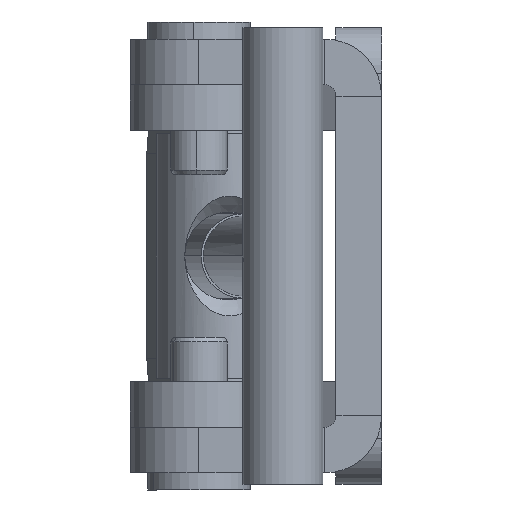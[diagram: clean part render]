
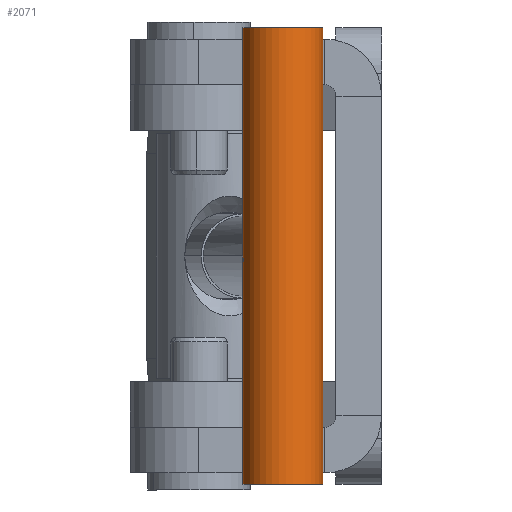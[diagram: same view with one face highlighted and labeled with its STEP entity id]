
A CAD part, left-side view. The second image highlights one B-rep face of the part: STEP entity #2071.
In plain terms, the highlighted cylindrical face has radius 3.5 mm (diameter 7 mm), a partial arc.
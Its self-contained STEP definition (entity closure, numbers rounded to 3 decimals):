
#12 = CARTESIAN_POINT ( 'NONE',  ( 20., 85., 3.5 ) ) ;
#92 = CARTESIAN_POINT ( 'NONE',  ( 20., 85., -3.5 ) ) ;
#145 = VECTOR ( 'NONE', #2442, 1000. ) ;
#317 = VERTEX_POINT ( 'NONE', #335 ) ;
#322 = DIRECTION ( 'NONE',  ( 0., 0., -1. ) ) ;
#334 = EDGE_CURVE ( 'NONE', #734, #3450, #3405, .T. ) ;
#335 = CARTESIAN_POINT ( 'NONE',  ( 0., 85., 3.5 ) ) ;
#517 = CYLINDRICAL_SURFACE ( 'NONE', #3312, 3.5 ) ;
#624 = CARTESIAN_POINT ( 'NONE',  ( -20., 85., 0. ) ) ;
#687 = EDGE_CURVE ( 'NONE', #3441, #1130, #3153, .T. ) ;
#698 = DIRECTION ( 'NONE',  ( -1., 0., 0. ) ) ;
#734 = VERTEX_POINT ( 'NONE', #3869 ) ;
#832 = ORIENTED_EDGE ( 'NONE', *, *, #334, .T. ) ;
#999 = LINE ( 'NONE', #2756, #145 ) ;
#1023 = VECTOR ( 'NONE', #1261, 1000. ) ;
#1091 = EDGE_CURVE ( 'NONE', #3441, #2869, #2632, .T. ) ;
#1130 = VERTEX_POINT ( 'NONE', #12 ) ;
#1261 = DIRECTION ( 'NONE',  ( -1., 0., 0. ) ) ;
#1509 = LINE ( 'NONE', #1902, #2232 ) ;
#1690 = DIRECTION ( 'NONE',  ( -1., 0., 0. ) ) ;
#1791 = ORIENTED_EDGE ( 'NONE', *, *, #3598, .T. ) ;
#1833 = LINE ( 'NONE', #2597, #2272 ) ;
#1839 = DIRECTION ( 'NONE',  ( 1., 0., 0. ) ) ;
#1863 = EDGE_LOOP ( 'NONE', ( #2961, #3436, #1791, #832, #1869, #2017 ) ) ;
#1869 = ORIENTED_EDGE ( 'NONE', *, *, #2481, .F. ) ;
#1902 = CARTESIAN_POINT ( 'NONE',  ( 20., 85., 3.5 ) ) ;
#2017 = ORIENTED_EDGE ( 'NONE', *, *, #3440, .F. ) ;
#2071 = ADVANCED_FACE ( 'NONE', ( #2143 ), #517, .T. ) ;
#2143 = FACE_OUTER_BOUND ( 'NONE', #1863, .T. ) ;
#2232 = VECTOR ( 'NONE', #698, 1000. ) ;
#2272 = VECTOR ( 'NONE', #1690, 1000. ) ;
#2442 = DIRECTION ( 'NONE',  ( -1., 0., 0. ) ) ;
#2451 = DIRECTION ( 'NONE',  ( 1., 0., 0. ) ) ;
#2481 = EDGE_CURVE ( 'NONE', #317, #3450, #999, .T. ) ;
#2597 = CARTESIAN_POINT ( 'NONE',  ( 20., 85., -3.5 ) ) ;
#2620 = CARTESIAN_POINT ( 'NONE',  ( 0., 85., -3.5 ) ) ;
#2632 = LINE ( 'NONE', #3403, #1023 ) ;
#2664 = AXIS2_PLACEMENT_3D ( 'NONE', #624, #2451, #322 ) ;
#2696 = DIRECTION ( 'NONE',  ( 0., 0., -1. ) ) ;
#2756 = CARTESIAN_POINT ( 'NONE',  ( 20., 85., 3.5 ) ) ;
#2828 = CARTESIAN_POINT ( 'NONE',  ( -20., 85., 3.5 ) ) ;
#2861 = CARTESIAN_POINT ( 'NONE',  ( 20., 85., 0. ) ) ;
#2869 = VERTEX_POINT ( 'NONE', #2620 ) ;
#2961 = ORIENTED_EDGE ( 'NONE', *, *, #687, .F. ) ;
#2983 = DIRECTION ( 'NONE',  ( -1., 0., 0. ) ) ;
#3062 = AXIS2_PLACEMENT_3D ( 'NONE', #3079, #1839, #2696 ) ;
#3079 = CARTESIAN_POINT ( 'NONE',  ( 20., 85., 0. ) ) ;
#3153 = CIRCLE ( 'NONE', #3062, 3.5 ) ;
#3180 = DIRECTION ( 'NONE',  ( 0., 0., 1. ) ) ;
#3312 = AXIS2_PLACEMENT_3D ( 'NONE', #2861, #2983, #3180 ) ;
#3403 = CARTESIAN_POINT ( 'NONE',  ( 20., 85., -3.5 ) ) ;
#3405 = CIRCLE ( 'NONE', #2664, 3.5 ) ;
#3436 = ORIENTED_EDGE ( 'NONE', *, *, #1091, .T. ) ;
#3440 = EDGE_CURVE ( 'NONE', #1130, #317, #1509, .T. ) ;
#3441 = VERTEX_POINT ( 'NONE', #92 ) ;
#3450 = VERTEX_POINT ( 'NONE', #2828 ) ;
#3598 = EDGE_CURVE ( 'NONE', #2869, #734, #1833, .T. ) ;
#3869 = CARTESIAN_POINT ( 'NONE',  ( -20., 85., -3.5 ) ) ;
